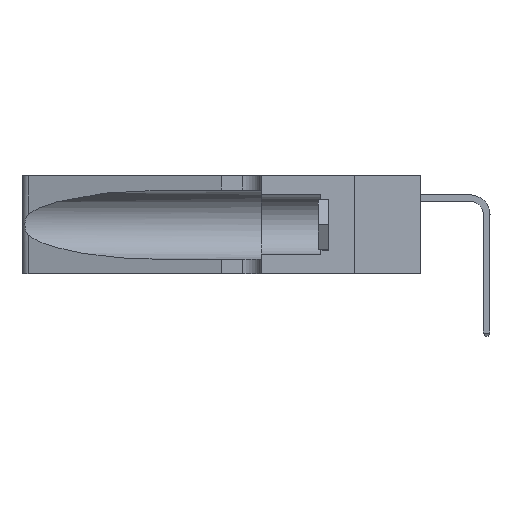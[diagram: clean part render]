
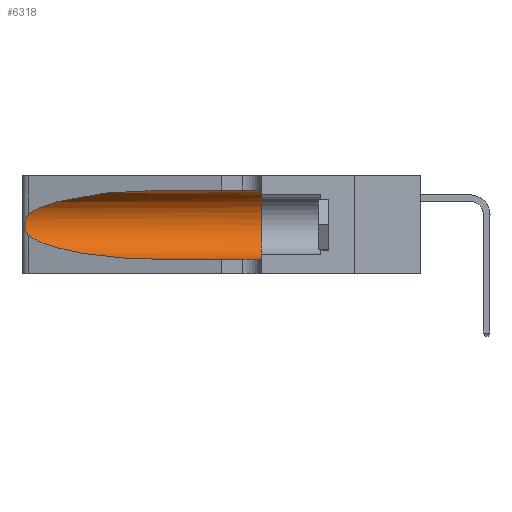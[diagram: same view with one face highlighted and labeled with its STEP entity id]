
A CAD part, left-side view. The second image highlights one B-rep face of the part: STEP entity #6318.
In plain terms, the highlighted cylindrical face has radius 3.308 mm (diameter 6.617 mm), a partial arc.
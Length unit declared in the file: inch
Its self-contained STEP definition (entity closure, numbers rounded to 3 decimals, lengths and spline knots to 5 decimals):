
#1168 = ORIENTED_EDGE ( 'NONE', *, *, #29150, .F. ) ;
#1748 = CARTESIAN_POINT ( 'NONE',  ( 0.25487, 1.22718, 0.22369 ) ) ;
#2008 = VERTEX_POINT ( 'NONE', #16449 ) ;
#2036 = CARTESIAN_POINT ( 'NONE',  ( 0.25639, 1.23186, 0.15144 ) ) ;
#2248 = LINE ( 'NONE', #30023, #23052 ) ;
#2514 = CARTESIAN_POINT ( 'NONE',  ( 0.18966, 0.96281, 0.05475 ) ) ;
#3530 = VECTOR ( 'NONE', #6460, 39.37008 ) ;
#3784 = DIRECTION ( 'NONE',  ( 0., 1., 0. ) ) ;
#4770 = CARTESIAN_POINT ( 'NONE',  ( 0.25487, 1.22718, 0.14631 ) ) ;
#6318 = ADVANCED_FACE ( 'NONE', ( #27080 ), #18960, .F. ) ;
#6460 = DIRECTION ( 'NONE',  ( 0., -1., 0. ) ) ;
#7341 = ORIENTED_EDGE ( 'NONE', *, *, #10907, .T. ) ;
#7353 = CARTESIAN_POINT ( 'NONE',  ( 0.25639, 1.23184, 0.21858 ) ) ;
#7439 = EDGE_LOOP ( 'NONE', ( #10226, #28698, #10315, #7341, #1168, #16058 ) ) ;
#8961 = VERTEX_POINT ( 'NONE', #10893 ) ;
#9676 = CARTESIAN_POINT ( 'NONE',  ( 0.1305, 0.72297, 0.31525 ) ) ;
#9944 = CARTESIAN_POINT ( 'NONE',  ( 0.25487, 1.22718, 0.22369 ) ) ;
#10054 = CARTESIAN_POINT ( 'NONE',  ( 0.25854, 1.2359, 0.20912 ) ) ;
#10226 = ORIENTED_EDGE ( 'NONE', *, *, #21365, .T. ) ;
#10315 = ORIENTED_EDGE ( 'NONE', *, *, #17923, .T. ) ;
#10334 = VERTEX_POINT ( 'NONE', #23133 ) ;
#10508 = CARTESIAN_POINT ( 'NONE',  ( 0.1305, 0.35, 0.31525 ) ) ;
#10690 = LINE ( 'NONE', #25498, #3530 ) ;
#10893 = CARTESIAN_POINT ( 'NONE',  ( 0.1305, 0.35, 0.05475 ) ) ;
#10907 = EDGE_CURVE ( 'NONE', #10334, #8961, #10690, .T. ) ;
#11012 = DIRECTION ( 'NONE',  ( 0., -1., 0. ) ) ;
#11060 =( BOUNDED_CURVE ( )  B_SPLINE_CURVE ( 3, ( #9676, #26103, #17960, #1748 ),
 .UNSPECIFIED., .F., .F. ) 
 B_SPLINE_CURVE_WITH_KNOTS ( ( 4, 4 ),
 ( 1.5708, 2.84003 ),
 .UNSPECIFIED. ) 
 CURVE ( )  GEOMETRIC_REPRESENTATION_ITEM ( )  RATIONAL_B_SPLINE_CURVE ( ( 1., 0.87, 0.87, 1. ) ) 
 REPRESENTATION_ITEM ( '' )  );
#11477 = AXIS2_PLACEMENT_3D ( 'NONE', #20001, #3784, #22752 ) ;
#11617 = CARTESIAN_POINT ( 'NONE',  ( 0.25487, 1.22718, 0.22369 ) ) ;
#11877 = CARTESIAN_POINT ( 'NONE',  ( 0.1305, 1.61858, 0.185 ) ) ;
#12788 = CARTESIAN_POINT ( 'NONE',  ( 0.26075, 1.23896, 0.19203 ) ) ;
#13259 = CARTESIAN_POINT ( 'NONE',  ( 0.2373, 1.15595, 0.08982 ) ) ;
#14588 = DIRECTION ( 'NONE',  ( 0., 0., -1. ) ) ;
#15113 = CARTESIAN_POINT ( 'NONE',  ( 0.1305, 0.72297, 0.31525 ) ) ;
#15475 = CARTESIAN_POINT ( 'NONE',  ( 0.26017, 1.23833, 0.17102 ) ) ;
#15974 = EDGE_CURVE ( 'NONE', #17540, #2008, #19743, .T. ) ;
#16058 = ORIENTED_EDGE ( 'NONE', *, *, #21877, .F. ) ;
#16449 = CARTESIAN_POINT ( 'NONE',  ( 0.25487, 1.22718, 0.14631 ) ) ;
#17540 = VERTEX_POINT ( 'NONE', #11617 ) ;
#17923 = EDGE_CURVE ( 'NONE', #2008, #10334, #30170, .T. ) ;
#17960 = CARTESIAN_POINT ( 'NONE',  ( 0.2373, 1.15595, 0.28018 ) ) ;
#18259 = CARTESIAN_POINT ( 'NONE',  ( 0.25789, 1.23486, 0.15765 ) ) ;
#18960 = CYLINDRICAL_SURFACE ( 'NONE', #26157, 0.13025 ) ;
#19743 = B_SPLINE_CURVE_WITH_KNOTS ( 'NONE', 3,
 ( #9944, #23412, #7353, #26380, #10054, #29091, #12788, #31787, #15475, #34458, #18259, #2036, #20978, #4770 ),
 .UNSPECIFIED., .F., .F.,
 ( 4, 2, 2, 2, 2, 2, 4 ),
 ( 0., 0.00027, 0.00053, 0.00107, 0.0016, 0.00187, 0.00214 ),
 .UNSPECIFIED. ) ;
#20001 = CARTESIAN_POINT ( 'NONE',  ( 0.1305, 0.35, 0.185 ) ) ;
#20978 = CARTESIAN_POINT ( 'NONE',  ( 0.25555, 1.22993, 0.14849 ) ) ;
#21365 = EDGE_CURVE ( 'NONE', #30722, #17540, #11060, .T. ) ;
#21454 = CARTESIAN_POINT ( 'NONE',  ( 0.1305, 0.72297, 0.05475 ) ) ;
#21664 = CIRCLE ( 'NONE', #11477, 0.13025 ) ;
#21877 = EDGE_CURVE ( 'NONE', #30722, #24298, #2248, .T. ) ;
#22752 = DIRECTION ( 'NONE',  ( 0., 0., 1. ) ) ;
#23052 = VECTOR ( 'NONE', #11012, 39.37008 ) ;
#23133 = CARTESIAN_POINT ( 'NONE',  ( 0.1305, 0.72297, 0.05475 ) ) ;
#23412 = CARTESIAN_POINT ( 'NONE',  ( 0.25555, 1.22994, 0.2215 ) ) ;
#24298 = VERTEX_POINT ( 'NONE', #10508 ) ;
#25498 = CARTESIAN_POINT ( 'NONE',  ( 0.1305, 1.61858, 0.05475 ) ) ;
#26103 = CARTESIAN_POINT ( 'NONE',  ( 0.18966, 0.96281, 0.31525 ) ) ;
#26157 = AXIS2_PLACEMENT_3D ( 'NONE', #11877, #33451, #14588 ) ;
#26380 = CARTESIAN_POINT ( 'NONE',  ( 0.25787, 1.23484, 0.2124 ) ) ;
#27080 = FACE_OUTER_BOUND ( 'NONE', #7439, .T. ) ;
#28698 = ORIENTED_EDGE ( 'NONE', *, *, #15974, .T. ) ;
#29091 = CARTESIAN_POINT ( 'NONE',  ( 0.26018, 1.23835, 0.19895 ) ) ;
#29150 = EDGE_CURVE ( 'NONE', #24298, #8961, #21664, .T. ) ;
#29562 = CARTESIAN_POINT ( 'NONE',  ( 0.25487, 1.22718, 0.14631 ) ) ;
#30023 = CARTESIAN_POINT ( 'NONE',  ( 0.1305, 1.61858, 0.31525 ) ) ;
#30170 =( BOUNDED_CURVE ( )  B_SPLINE_CURVE ( 3, ( #29562, #13259, #2514, #21454 ),
 .UNSPECIFIED., .F., .F. ) 
 B_SPLINE_CURVE_WITH_KNOTS ( ( 4, 4 ),
 ( 3.44316, 4.71239 ),
 .UNSPECIFIED. ) 
 CURVE ( )  GEOMETRIC_REPRESENTATION_ITEM ( )  RATIONAL_B_SPLINE_CURVE ( ( 1., 0.87, 0.87, 1. ) ) 
 REPRESENTATION_ITEM ( '' )  );
#30722 = VERTEX_POINT ( 'NONE', #15113 ) ;
#31787 = CARTESIAN_POINT ( 'NONE',  ( 0.26075, 1.23896, 0.178 ) ) ;
#33451 = DIRECTION ( 'NONE',  ( 0., -1., 0. ) ) ;
#34458 = CARTESIAN_POINT ( 'NONE',  ( 0.25856, 1.23593, 0.16098 ) ) ;
